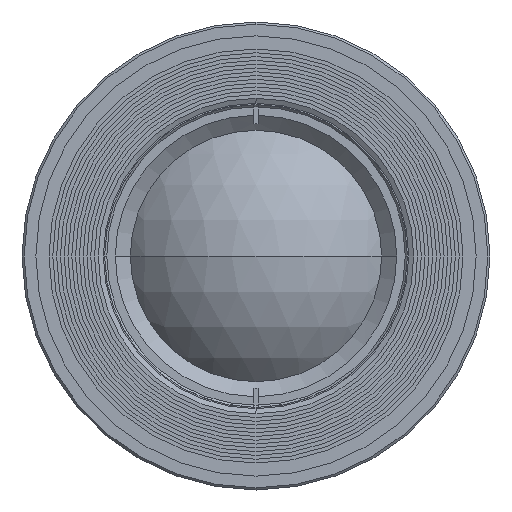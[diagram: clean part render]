
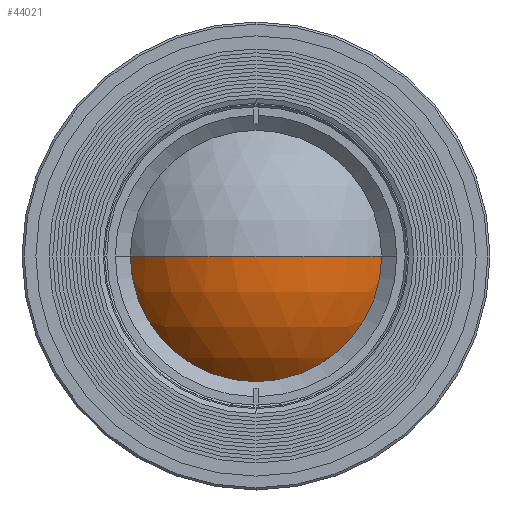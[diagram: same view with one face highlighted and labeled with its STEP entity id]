
A CAD part, left-side view. The second image highlights one B-rep face of the part: STEP entity #44021.
In plain terms, the highlighted spherical face has radius 22.7 mm.
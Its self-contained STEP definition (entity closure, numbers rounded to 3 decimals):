
#644 = DIRECTION ( 'NONE',  ( 0., 0., -1. ) ) ;
#666 = AXIS2_PLACEMENT_3D ( 'NONE', #799, #25124, #4293 ) ;
#759 = VERTEX_POINT ( 'NONE', #7842 ) ;
#799 = CARTESIAN_POINT ( 'NONE',  ( 1.156, 21.337, 42.135 ) ) ;
#3245 = CARTESIAN_POINT ( 'NONE',  ( 15.369, 21.337, 42.135 ) ) ;
#4293 = DIRECTION ( 'NONE',  ( 0., -1., 0. ) ) ;
#5210 = DIRECTION ( 'NONE',  ( 0., 0., 1. ) ) ;
#6732 = DIRECTION ( 'NONE',  ( 0., 1., 0. ) ) ;
#7842 = CARTESIAN_POINT ( 'NONE',  ( -7.331, 21.337, 42.135 ) ) ;
#8376 = AXIS2_PLACEMENT_3D ( 'NONE', #21469, #644, #24974 ) ;
#10215 = CIRCLE ( 'NONE', #8376, 22.7 ) ;
#16503 = ORIENTED_EDGE ( 'NONE', *, *, #39705, .T. ) ;
#18815 = FACE_OUTER_BOUND ( 'NONE', #35074, .T. ) ;
#20770 = CIRCLE ( 'NONE', #39301, 22.7 ) ;
#21399 = EDGE_CURVE ( 'NONE', #40828, #759, #20770, .T. ) ;
#21469 = CARTESIAN_POINT ( 'NONE',  ( 15.369, 21.337, 42.135 ) ) ;
#24974 = DIRECTION ( 'NONE',  ( 0., 1., 0. ) ) ;
#25017 = CARTESIAN_POINT ( 'NONE',  ( 1.156, 3.637, 42.135 ) ) ;
#25124 = DIRECTION ( 'NONE',  ( -1., 0., 0. ) ) ;
#26048 = CARTESIAN_POINT ( 'NONE',  ( 15.369, 21.337, 42.135 ) ) ;
#29014 = ORIENTED_EDGE ( 'NONE', *, *, #21399, .F. ) ;
#29173 = ORIENTED_EDGE ( 'NONE', *, *, #29801, .T. ) ;
#29187 = SPHERICAL_SURFACE ( 'NONE', #37294, 22.7 ) ;
#29548 = DIRECTION ( 'NONE',  ( 1., 0., 0. ) ) ;
#29801 = EDGE_CURVE ( 'NONE', #40828, #35343, #38083, .T. ) ;
#35074 = EDGE_LOOP ( 'NONE', ( #29173, #16503, #29014 ) ) ;
#35343 = VERTEX_POINT ( 'NONE', #25017 ) ;
#37294 = AXIS2_PLACEMENT_3D ( 'NONE', #3245, #37900, #6732 ) ;
#37752 = CARTESIAN_POINT ( 'NONE',  ( 1.156, 39.037, 42.135 ) ) ;
#37900 = DIRECTION ( 'NONE',  ( 0., 0., -1. ) ) ;
#38083 = CIRCLE ( 'NONE', #666, 17.7 ) ;
#39301 = AXIS2_PLACEMENT_3D ( 'NONE', #26048, #5210, #29548 ) ;
#39705 = EDGE_CURVE ( 'NONE', #35343, #759, #10215, .T. ) ;
#40828 = VERTEX_POINT ( 'NONE', #37752 ) ;
#44021 = ADVANCED_FACE ( 'NONE', ( #18815 ), #29187, .T. ) ;
